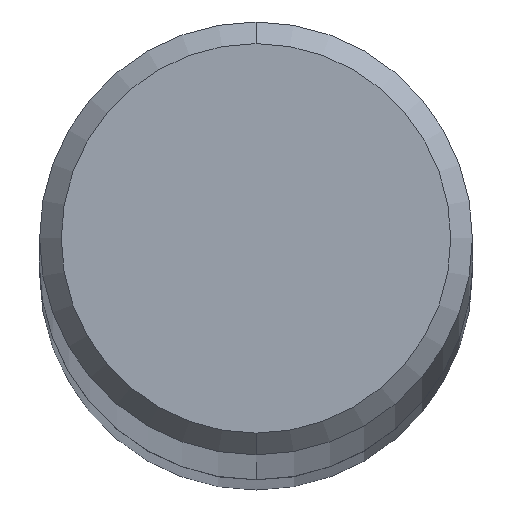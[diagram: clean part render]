
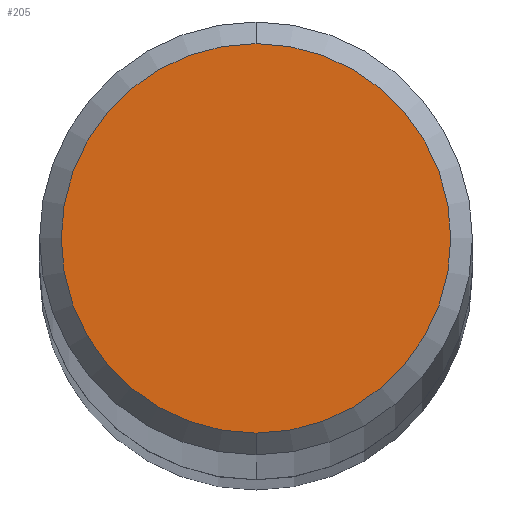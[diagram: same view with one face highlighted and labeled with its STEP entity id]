
A CAD part, top view. The second image highlights one B-rep face of the part: STEP entity #205.
In plain terms, the highlighted planar face has unit normal (0, 0, 1).
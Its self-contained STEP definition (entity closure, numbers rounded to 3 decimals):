
#203=EDGE_CURVE('',#369,#397,#483,.T.);
#205=ADVANCED_FACE('',(#485),#486,.T.);
#369=VERTEX_POINT('',#667);
#379=EDGE_CURVE('',#397,#369,#679,.T.);
#397=VERTEX_POINT('',#698);
#483=CIRCLE('',#804,0.72);
#485=FACE_OUTER_BOUND('',#806,.T.);
#486=PLANE('',#807);
#667=CARTESIAN_POINT('',(0.,-0.72,0.0));
#679=CIRCLE('',#1236,0.72);
#698=CARTESIAN_POINT('',(0.0,0.72,0.0));
#804=AXIS2_PLACEMENT_3D('',#1365,#1366,#1367);
#806=EDGE_LOOP('',(#1369,#1370));
#807=AXIS2_PLACEMENT_3D('',#1371,#1372,#1373);
#1236=AXIS2_PLACEMENT_3D('',#1603,#1604,#1605);
#1365=CARTESIAN_POINT('',(0.0,0.0,0.0));
#1366=DIRECTION('',(0.0,0.0,-1.0));
#1367=DIRECTION('',(0.0,1.0,0.0));
#1369=ORIENTED_EDGE('',*,*,#379,.F.);
#1370=ORIENTED_EDGE('',*,*,#203,.F.);
#1371=CARTESIAN_POINT('',(0.0,0.36,0.0));
#1372=DIRECTION('',(-0.0,0.0,1.0));
#1373=DIRECTION('',(0.0,-1.0,0.0));
#1603=CARTESIAN_POINT('',(0.0,0.0,0.0));
#1604=DIRECTION('',(0.0,0.0,-1.0));
#1605=DIRECTION('',(0.0,1.0,0.0));
